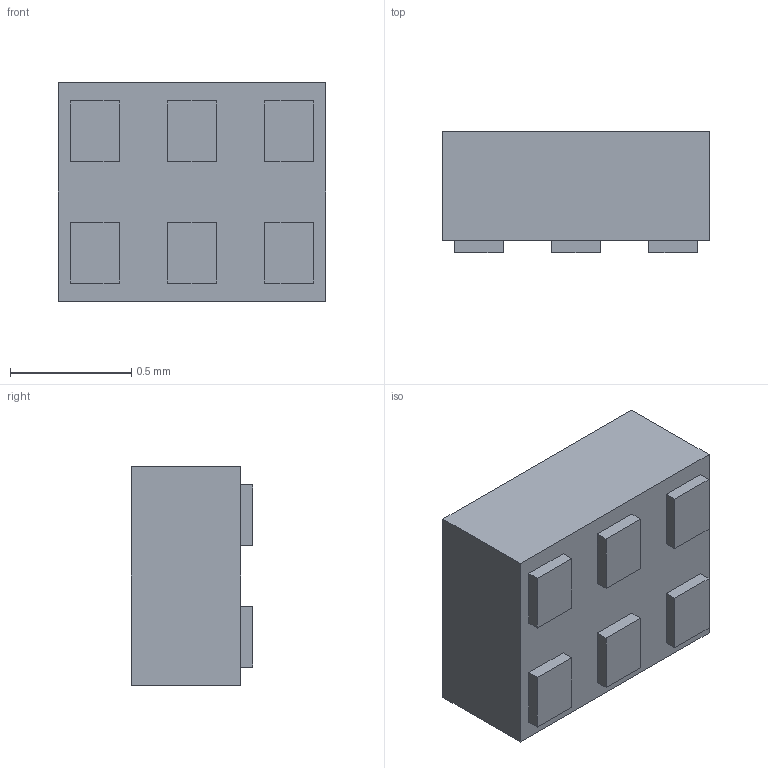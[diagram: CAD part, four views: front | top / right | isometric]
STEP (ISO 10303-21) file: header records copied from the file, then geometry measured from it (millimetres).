
FILE_DESCRIPTION (( 'STEP AP214' ), '1' );
FILE_NAME ( 'muRata_SAFFB1G58FA0F0A.step', '2019-08-07T18:18:39', ( '' ), ( '' ), 'Part was generated with the free Library Expert Lite available at www.PCBLibraries.com. Removing line will violate the End User License Agreement.', '©2017 PCB Libraries, Inc.', '' );
FILE_SCHEMA (( 'AUTOMOTIVE_DESIGN' ));
Length unit declared in the file: millimetre
Products named in the file (1): muRata_SAFFB1G58FA0F0A
Bounding box: 1.1 x 0.5 x 0.9 mm (x, y, z)
Volume: 0.5 mm3; surface area: 4.7 mm2
Topology: 7 solids, 7 shells, 45 faces, 90 edges, 60 vertices
Faces by surface type: plane 43, torus 2
Entity records: 1379 total; most frequent: CARTESIAN_POINT 196, DIRECTION 188, ORIENTED_EDGE 180, EDGE_CURVE 90, VECTOR 84, LINE 84, VERTEX_POINT 60, STYLED_ITEM 53
